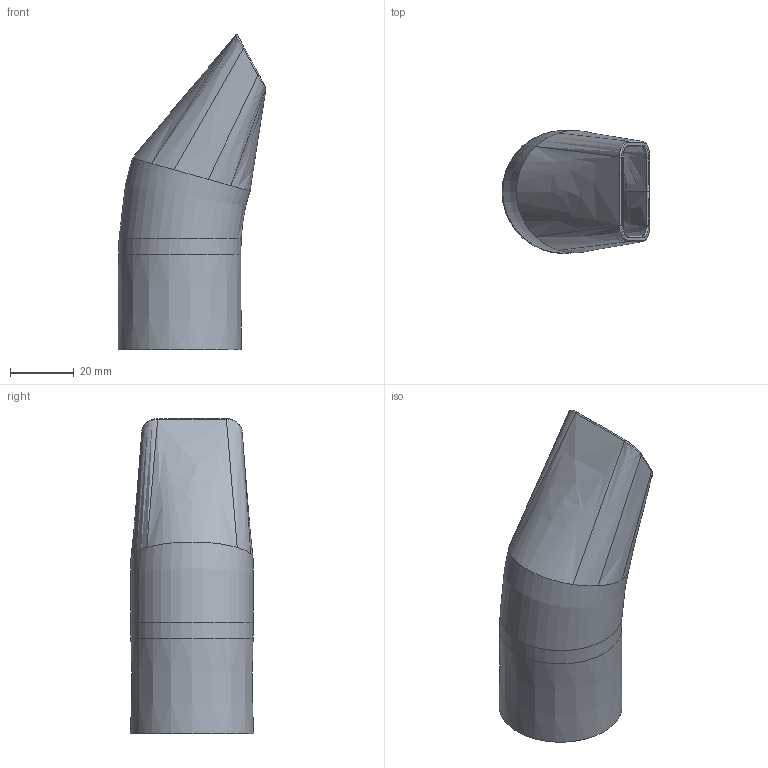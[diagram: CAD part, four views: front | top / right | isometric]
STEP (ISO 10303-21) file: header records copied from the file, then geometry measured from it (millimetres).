
FILE_DESCRIPTION(('FreeCAD Model'),'2;1');
FILE_NAME('Open CASCADE Shape Model','2024-03-24T12:45:15',(''),(''), 'Open CASCADE STEP processor 7.7','FreeCAD','Unknown');
FILE_SCHEMA(('AP242_MANAGED_MODEL_BASED_3D_ENGINEERING_MIM_LF. {1 0 10303 442 1 1 4 }'));
Length unit declared in the file: millimetre
Products named in the file (1): Body
Bounding box: 46.5 x 38.71 x 99.03 mm (x, y, z)
Volume: 21256.6 mm3; surface area: 20813 mm2
Topology: 1 solids, 1 shells, 45 faces, 115 edges, 61 vertices
Faces by surface type: bspline 36, cone 3, revolution 2, plane 2, extrusion 2
Entity records: 6762 total; most frequent: CARTESIAN_POINT 5038, DIRECTION 215, ORIENTED_EDGE 208, PCURVE 208, DEFINITIONAL_REPRESENTATION 208, VECTOR 137, LINE 135, EDGE_CURVE 104
